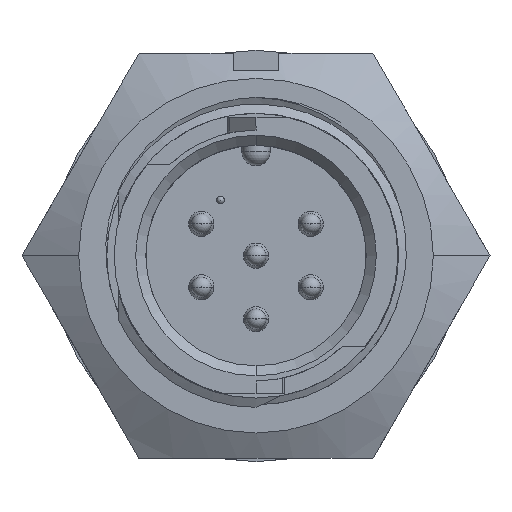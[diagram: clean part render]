
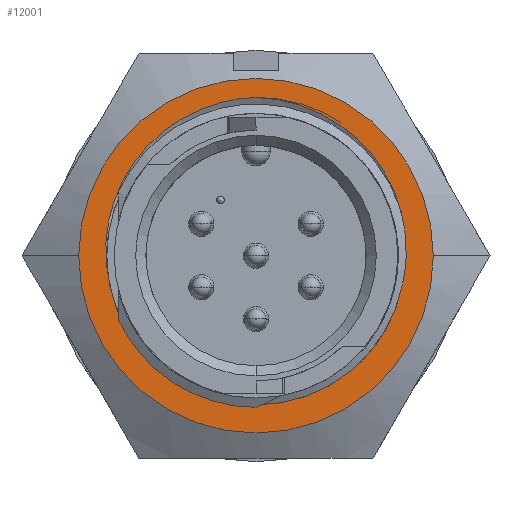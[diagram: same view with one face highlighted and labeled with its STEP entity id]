
A CAD part, top view. The second image highlights one B-rep face of the part: STEP entity #12001.
In plain terms, the highlighted planar face has unit normal (0, 0, 1).
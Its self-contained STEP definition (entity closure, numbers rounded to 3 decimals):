
#162 = VERTEX_POINT ( 'NONE', #15375 ) ;
#367 = CIRCLE ( 'NONE', #1744, 7.48 ) ;
#687 = ORIENTED_EDGE ( 'NONE', *, *, #1718, .T. ) ;
#887 = DIRECTION ( 'NONE',  ( 0., 0., -1. ) ) ;
#905 = CARTESIAN_POINT ( 'NONE',  ( -7.4, -1.192, -5.28 ) ) ;
#981 = CARTESIAN_POINT ( 'NONE',  ( 1.136, 7.824, -5.28 ) ) ;
#1147 = CARTESIAN_POINT ( 'NONE',  ( 6.557, 4.028, -5.28 ) ) ;
#1228 = CIRCLE ( 'NONE', #13349, 8.89 ) ;
#1535 = ORIENTED_EDGE ( 'NONE', *, *, #8079, .F. ) ;
#1718 = EDGE_CURVE ( 'NONE', #3606, #162, #16587, .T. ) ;
#1744 = AXIS2_PLACEMENT_3D ( 'NONE', #6849, #5559, #6677 ) ;
#2029 = CARTESIAN_POINT ( 'NONE',  ( -1.142, 7.839, -5.28 ) ) ;
#2353 = EDGE_CURVE ( 'NONE', #162, #2916, #14943, .T. ) ;
#2360 = CARTESIAN_POINT ( 'NONE',  ( 4.269, 6.536, -5.28 ) ) ;
#2446 = CARTESIAN_POINT ( 'NONE',  ( 5.145, 5.822, -5.28 ) ) ;
#2916 = VERTEX_POINT ( 'NONE', #15954 ) ;
#3324 = CARTESIAN_POINT ( 'NONE',  ( -2.248, 7.557, -5.28 ) ) ;
#3404 = CARTESIAN_POINT ( 'NONE',  ( 7.466, -0.913, -5.28 ) ) ;
#3606 = VERTEX_POINT ( 'NONE', #16998 ) ;
#3726 = EDGE_LOOP ( 'NONE', ( #687, #7942, #7849 ) ) ;
#3822 = DIRECTION ( 'NONE',  ( 0., 0., -1. ) ) ;
#4459 = CARTESIAN_POINT ( 'NONE',  ( 0., 0., -5.28 ) ) ;
#4616 = CARTESIAN_POINT ( 'NONE',  ( -3.795, 6.844, -5.28 ) ) ;
#4871 = CARTESIAN_POINT ( 'NONE',  ( -7.475, 1.358, -5.28 ) ) ;
#4928 = CARTESIAN_POINT ( 'NONE',  ( -8.89, 0., -5.28 ) ) ;
#5128 = CARTESIAN_POINT ( 'NONE',  ( 7.537, 0.781, -5.28 ) ) ;
#5559 = DIRECTION ( 'NONE',  ( 0., 0., 1. ) ) ;
#5909 = CARTESIAN_POINT ( 'NONE',  ( -6.555, 4.03, -5.28 ) ) ;
#5990 = CARTESIAN_POINT ( 'NONE',  ( -4.27, 6.536, -5.28 ) ) ;
#6070 = CARTESIAN_POINT ( 'NONE',  ( -0.572, 7.92, -5.28 ) ) ;
#6158 = CARTESIAN_POINT ( 'NONE',  ( 2.242, 7.558, -5.28 ) ) ;
#6166 = CARTESIAN_POINT ( 'NONE',  ( -7.517, -0.343, -5.28 ) ) ;
#6407 = DIRECTION ( 'NONE',  ( -1., 0., 0. ) ) ;
#6409 = CARTESIAN_POINT ( 'NONE',  ( 7.047, 2.994, -5.28 ) ) ;
#6424 = AXIS2_PLACEMENT_3D ( 'NONE', #12445, #887, #13917 ) ;
#6643 = VERTEX_POINT ( 'NONE', #4928 ) ;
#6677 = DIRECTION ( 'NONE',  ( 1., 0., 0. ) ) ;
#6849 = CARTESIAN_POINT ( 'NONE',  ( 0., 0., -5.28 ) ) ;
#7295 = CARTESIAN_POINT ( 'NONE',  ( -5.156, 5.813, -5.28 ) ) ;
#7449 = CARTESIAN_POINT ( 'NONE',  ( 0.57, 7.904, -5.28 ) ) ;
#7552 = CARTESIAN_POINT ( 'NONE',  ( -7.45, -0.91, -5.28 ) ) ;
#7705 = CARTESIAN_POINT ( 'NONE',  ( 5.55, 5.413, -5.28 ) ) ;
#7849 = ORIENTED_EDGE ( 'NONE', *, *, #11285, .F. ) ;
#7942 = ORIENTED_EDGE ( 'NONE', *, *, #2353, .T. ) ;
#8079 = EDGE_CURVE ( 'NONE', #16650, #6643, #16894, .T. ) ;
#8559 = FACE_OUTER_BOUND ( 'NONE', #9709, .T. ) ;
#8658 = CARTESIAN_POINT ( 'NONE',  ( 7.334, -1.47, -5.28 ) ) ;
#8816 = FACE_BOUND ( 'NONE', #3726, .T. ) ;
#8915 = CARTESIAN_POINT ( 'NONE',  ( 2.774, 7.36, -5.28 ) ) ;
#9709 = EDGE_LOOP ( 'NONE', ( #11913, #1535 ) ) ;
#9718 = DIRECTION ( 'NONE',  ( 0., 0., -1. ) ) ;
#9879 = CARTESIAN_POINT ( 'NONE',  ( -7.534, -0.057, -5.28 ) ) ;
#9943 = PLANE ( 'NONE',  #6424 ) ;
#10133 = CARTESIAN_POINT ( 'NONE',  ( -7.225, 2.475, -5.28 ) ) ;
#10385 = CARTESIAN_POINT ( 'NONE',  ( 7.532, -0.351, -5.28 ) ) ;
#11176 = CARTESIAN_POINT ( 'NONE',  ( -5.552, 5.41, -5.28 ) ) ;
#11285 = EDGE_CURVE ( 'NONE', #3606, #2916, #367, .T. ) ;
#11344 = CARTESIAN_POINT ( 'NONE',  ( 0., 7.938, -5.28 ) ) ;
#11435 = CARTESIAN_POINT ( 'NONE',  ( -7.04, 3.009, -5.28 ) ) ;
#11680 = CARTESIAN_POINT ( 'NONE',  ( 7.23, 2.457, -5.28 ) ) ;
#11913 = ORIENTED_EDGE ( 'NONE', *, *, #14475, .F. ) ;
#12001 = ADVANCED_FACE ( 'NONE', ( #8816, #8559 ), #9943, .F. ) ;
#12445 = CARTESIAN_POINT ( 'NONE',  ( -5.866, -10.16, -5.28 ) ) ;
#12800 = CARTESIAN_POINT ( 'NONE',  ( 0.286, 7.929, -5.28 ) ) ;
#12809 = CARTESIAN_POINT ( 'NONE',  ( -7.536, 0.794, -5.28 ) ) ;
#12966 = CARTESIAN_POINT ( 'NONE',  ( 6.255, 4.516, -5.28 ) ) ;
#13040 = AXIS2_PLACEMENT_3D ( 'NONE', #13056, #3822, #6407 ) ;
#13056 = CARTESIAN_POINT ( 'NONE',  ( 0., 0., -5.28 ) ) ;
#13349 = AXIS2_PLACEMENT_3D ( 'NONE', #4459, #9718, #14732 ) ;
#13917 = DIRECTION ( 'NONE',  ( -1., 0., 0. ) ) ;
#14187 = CARTESIAN_POINT ( 'NONE',  ( 3.795, 6.845, -5.28 ) ) ;
#14269 = CARTESIAN_POINT ( 'NONE',  ( 1.417, 7.769, -5.28 ) ) ;
#14475 = EDGE_CURVE ( 'NONE', #6643, #16650, #1228, .T. ) ;
#14732 = DIRECTION ( 'NONE',  ( -1., 0., 0. ) ) ;
#14943 = B_SPLINE_CURVE_WITH_KNOTS ( 'NONE', 3,
 ( #15477, #12800, #7449, #981, #14269, #6158, #8915, #14187, #2360, #2446, #7705, #12966, #1147, #6409, #11680, #16951, #5128, #10385, #3404, #8658 ),
 .UNSPECIFIED., .F., .F.,
 ( 4, 2, 2, 2, 2, 2, 2, 2, 2, 4 ),
 ( 0., 0.001, 0.002, 0.003, 0.005, 0.007, 0.009, 0.01, 0.012, 0.014 ),
 .UNSPECIFIED. ) ;
#15146 = CARTESIAN_POINT ( 'NONE',  ( -2.787, 7.354, -5.28 ) ) ;
#15375 = CARTESIAN_POINT ( 'NONE',  ( 0., 7.938, -5.28 ) ) ;
#15401 = CARTESIAN_POINT ( 'NONE',  ( -6.251, 4.521, -5.28 ) ) ;
#15477 = CARTESIAN_POINT ( 'NONE',  ( 0., 7.938, -5.28 ) ) ;
#15954 = CARTESIAN_POINT ( 'NONE',  ( 7.334, -1.47, -5.28 ) ) ;
#16358 = CARTESIAN_POINT ( 'NONE',  ( 8.89, 0., -5.28 ) ) ;
#16444 = CARTESIAN_POINT ( 'NONE',  ( -7.334, -1.47, -5.28 ) ) ;
#16587 = B_SPLINE_CURVE_WITH_KNOTS ( 'NONE', 3,
 ( #16444, #905, #7552, #6166, #9879, #12809, #4871, #10133, #11435, #5909, #15401, #11176, #7295, #5990, #4616, #15146, #3324, #2029, #6070, #11344 ),
 .UNSPECIFIED., .F., .F.,
 ( 4, 2, 2, 2, 2, 2, 2, 2, 2, 4 ),
 ( 0., 0.001, 0.002, 0.003, 0.005, 0.007, 0.009, 0.01, 0.012, 0.014 ),
 .UNSPECIFIED. ) ;
#16650 = VERTEX_POINT ( 'NONE', #16358 ) ;
#16894 = CIRCLE ( 'NONE', #13040, 8.89 ) ;
#16951 = CARTESIAN_POINT ( 'NONE',  ( 7.475, 1.355, -5.28 ) ) ;
#16998 = CARTESIAN_POINT ( 'NONE',  ( -7.334, -1.47, -5.28 ) ) ;
